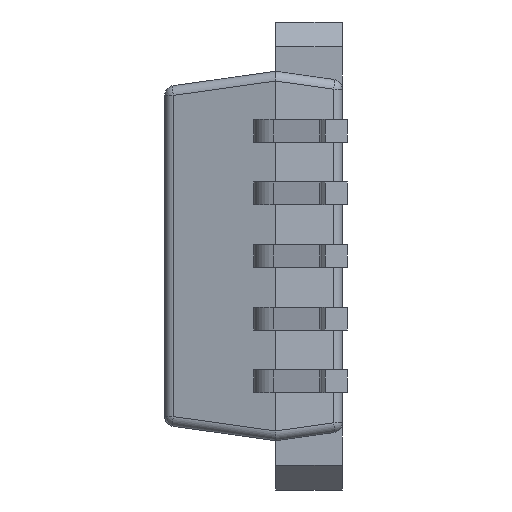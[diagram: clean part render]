
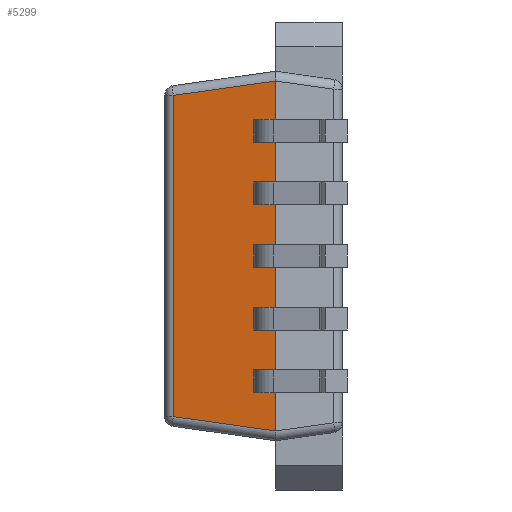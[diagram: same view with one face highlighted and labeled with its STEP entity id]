
A CAD part, left-side view. The second image highlights one B-rep face of the part: STEP entity #5299.
In plain terms, the highlighted planar face has unit normal (-0.99, 0.139, 0).
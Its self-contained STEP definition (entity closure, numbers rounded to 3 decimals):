
#106 = ORIENTED_EDGE ( 'NONE', *, *, #6096, .T. ) ;
#191 = ORIENTED_EDGE ( 'NONE', *, *, #4421, .T. ) ;
#261 = AXIS2_PLACEMENT_3D ( 'NONE', #6418, #4602, #4144 ) ;
#384 = PLANE ( 'NONE',  #261 ) ;
#455 = DIRECTION ( 'NONE',  ( -0.138, -0.981, -0.138 ) ) ;
#614 = VECTOR ( 'NONE', #455, 1000. ) ;
#982 = DIRECTION ( 'NONE',  ( 0., 0., 1. ) ) ;
#1138 = LINE ( 'NONE', #5543, #5515 ) ;
#1660 = VERTEX_POINT ( 'NONE', #2518 ) ;
#1671 = ORIENTED_EDGE ( 'NONE', *, *, #4682, .T. ) ;
#1712 = DIRECTION ( 'NONE',  ( 0., 0., -1. ) ) ;
#1924 = ORIENTED_EDGE ( 'NONE', *, *, #3829, .T. ) ;
#1942 = CARTESIAN_POINT ( 'NONE',  ( -4.408, 3.428, 3.26 ) ) ;
#2082 = CARTESIAN_POINT ( 'NONE',  ( -4.7, 1.35, -3.552 ) ) ;
#2516 = VERTEX_POINT ( 'NONE', #2082 ) ;
#2518 = CARTESIAN_POINT ( 'NONE',  ( -4.7, 1.35, 3.552 ) ) ;
#2810 = VECTOR ( 'NONE', #2932, 1000. ) ;
#2932 = DIRECTION ( 'NONE',  ( 0.138, 0.981, -0.138 ) ) ;
#3114 = LINE ( 'NONE', #5981, #614 ) ;
#3621 = VECTOR ( 'NONE', #982, 1000. ) ;
#3829 = EDGE_CURVE ( 'NONE', #4031, #6424, #1138, .T. ) ;
#4031 = VERTEX_POINT ( 'NONE', #1942 ) ;
#4144 = DIRECTION ( 'NONE',  ( 0., 0., 1. ) ) ;
#4237 = CARTESIAN_POINT ( 'NONE',  ( -4.7, 1.35, 3.75 ) ) ;
#4305 = EDGE_LOOP ( 'NONE', ( #106, #1671, #1924, #191 ) ) ;
#4421 = EDGE_CURVE ( 'NONE', #6424, #2516, #3114, .T. ) ;
#4602 = DIRECTION ( 'NONE',  ( -0.99, 0.139, 0. ) ) ;
#4682 = EDGE_CURVE ( 'NONE', #1660, #4031, #6643, .T. ) ;
#5299 = ADVANCED_FACE ( 'NONE', ( #5324 ), #384, .T. ) ;
#5324 = FACE_OUTER_BOUND ( 'NONE', #4305, .T. ) ;
#5515 = VECTOR ( 'NONE', #1712, 1000. ) ;
#5543 = CARTESIAN_POINT ( 'NONE',  ( -4.408, 3.428, -3.434 ) ) ;
#5933 = LINE ( 'NONE', #4237, #3621 ) ;
#5981 = CARTESIAN_POINT ( 'NONE',  ( -4.561, 2.337, -3.413 ) ) ;
#6096 = EDGE_CURVE ( 'NONE', #2516, #1660, #5933, .T. ) ;
#6365 = CARTESIAN_POINT ( 'NONE',  ( -4.704, 1.323, 3.556 ) ) ;
#6418 = CARTESIAN_POINT ( 'NONE',  ( -4.7, 1.35, 3.75 ) ) ;
#6424 = VERTEX_POINT ( 'NONE', #7066 ) ;
#6643 = LINE ( 'NONE', #6365, #2810 ) ;
#7066 = CARTESIAN_POINT ( 'NONE',  ( -4.408, 3.428, -3.26 ) ) ;
